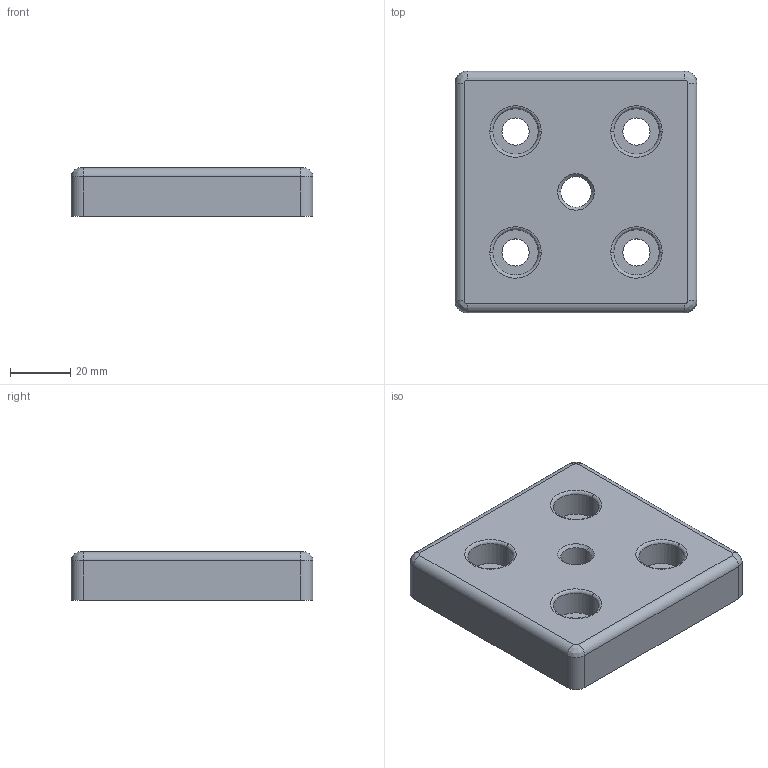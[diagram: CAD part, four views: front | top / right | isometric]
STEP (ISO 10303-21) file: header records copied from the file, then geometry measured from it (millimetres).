
FILE_DESCRIPTION (( 'STEP AP203' ), '1' );
FILE_NAME ('203500413_c_1.STEP', '2022-11-05T15:36:44', ( '' ), ( '' ), 'SwSTEP 2.0', 'SolidWorks 2014', '' );
FILE_SCHEMA (( 'CONFIG_CONTROL_DESIGN' ));
Length unit declared in the file: millimetre
Products named in the file (1): 203500413_c_1
Bounding box: 80 x 80 x 16 mm (x, y, z)
Volume: 58951.2 mm3; surface area: 29165.3 mm2
Topology: 1 solids, 1 shells, 260 faces, 612 edges, 337 vertices
Faces by surface type: cylinder 131, bspline 77, plane 50, cone 2
Entity records: 9887 total; most frequent: CARTESIAN_POINT 4229, DIRECTION 1191, ORIENTED_EDGE 1166, EDGE_CURVE 583, AXIS2_PLACEMENT_3D 475, VERTEX_POINT 337, CIRCLE 291, EDGE_LOOP 282
